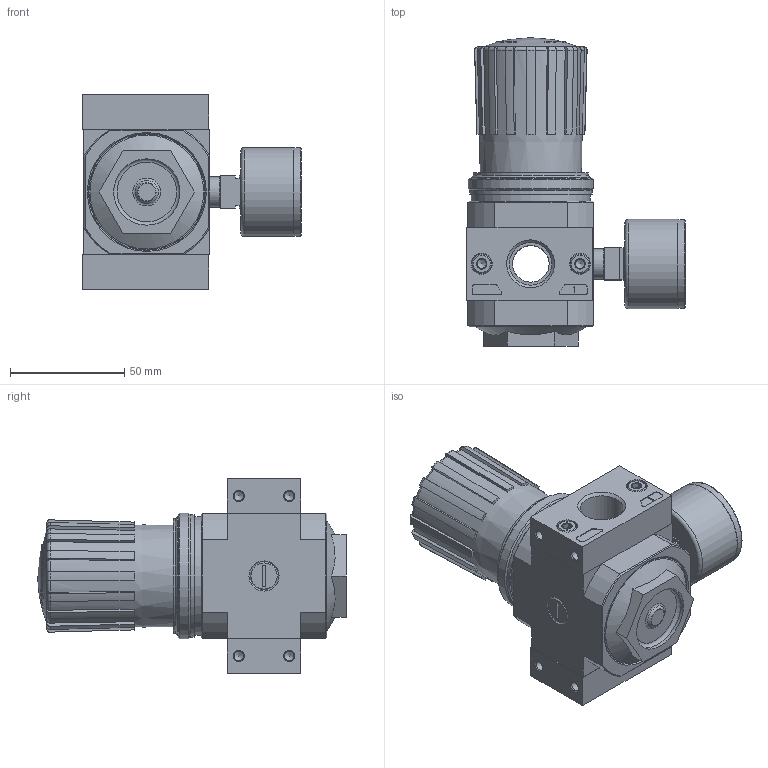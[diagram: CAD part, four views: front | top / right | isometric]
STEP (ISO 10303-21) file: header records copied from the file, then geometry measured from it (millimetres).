
FILE_DESCRIPTION(/* description */ ('STEP AP214'),/* implementation_level */ '2;1');
FILE_NAME(/* name */ '162586_LR-1_2-D-7-MIDI',/* time_stamp */ '2024-09-04T19:50:44+02:00',/* author */ ('License CC BY-ND 4.0'),/* organization */ ('CADENAS'),/* preprocessor_version */ 'ST-DEVELOPER v19.3',/* originating_system */ 'PARTsolutions',/* authorisation */ ' ');
FILE_SCHEMA (('AUTOMOTIVE_DESIGN { 1 0 10303 214 3 1 1 }','AUTOMOTIVE_DESIGN {1 0 10303 214 3 1 1}'));
Length unit declared in the file: millimetre
Products named in the file (8): 162586 LR-1/2-D-7-MIDI-(0); 127307 LR-D-7-MIDI--(0); 398012 LRVS-D-MINI; 380303 PBL-1/2-D-MIDI-R---(0) p1; DIN-912 - M5x18(F); 380301 PBL-1/2-D-MIDI-L---(1) p1; 8003638 PAGN-40-10-G14; 373846 LR-MIDI
Assembly tree (10 placements, depth 2):
  162586 LR-1/2-D-7-MIDI-(0)
    127307 LR-D-7-MIDI--(0)
    398012 LRVS-D-MINI
    380303 PBL-1/2-D-MIDI-R---(0) p1
    DIN-912 - M5x18(F)  x4
    380301 PBL-1/2-D-MIDI-L---(1) p1
    8003638 PAGN-40-10-G14
    373846 LR-MIDI
Bounding box: 95.5 x 135 x 85 mm (x, y, z)
Volume: 355805.3 mm3; surface area: 61945 mm2
Topology: 10 solids, 11 shells, 492 faces, 1155 edges, 723 vertices
Faces by surface type: plane 259, cone 108, cylinder 78, torus 42, sphere 5
Full cylindrical faces by diameter (mm): 4.134 x8, 5 x4, 6.3 x1, 8.5 x4, 8.7 x1, 9.6 x1, 11 x1, 11.2 x1, 11.445 x2, 13.157 x2, 16 x1, 18.631 x2, 24.9 x1, 26.4 x1, 29 x1, 29.7 x1, 30.8 x1, 38.7 x1, 39 x2, 50.16 x1, 50.376 x1, 52 x1, 53.5 x1, 54.8 x1
Entity records: 13527 total; most frequent: CARTESIAN_POINT 2529, DIRECTION 1945, ORIENTED_EDGE 1778, EDGE_CURVE 889, AXIS2_PLACEMENT_3D 795, VERTEX_POINT 629, FACE_BOUND 562, EDGE_LOOP 557
